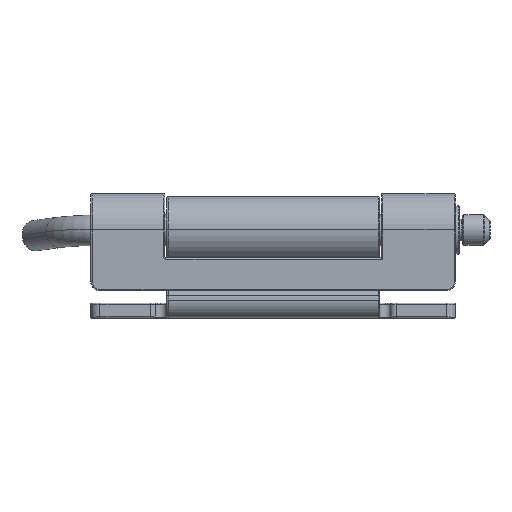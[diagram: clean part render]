
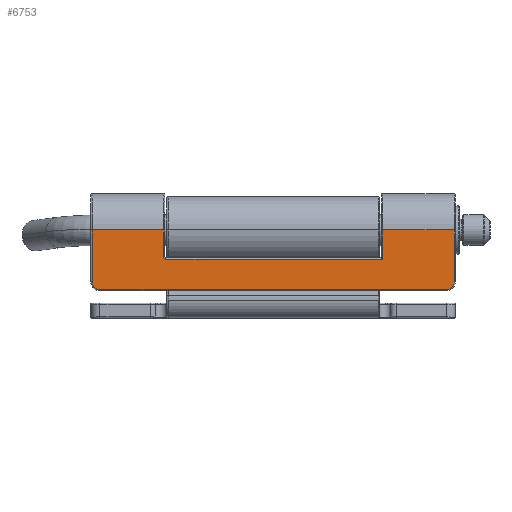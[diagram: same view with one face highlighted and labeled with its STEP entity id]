
A CAD part, top view. The second image highlights one B-rep face of the part: STEP entity #6753.
In plain terms, the highlighted face is planar.
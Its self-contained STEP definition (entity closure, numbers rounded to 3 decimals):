
#1591 = CARTESIAN_POINT ( 'NONE',  ( 59.8, 0., -6. ) ) ;
#1689 = CARTESIAN_POINT ( 'NONE',  ( 48.05, 0., -6. ) ) ;
#1834 = LINE ( 'NONE', #1905, #1904 ) ;
#1891 = CARTESIAN_POINT ( 'NONE',  ( 11.95, 0., -6. ) ) ;
#1892 = CARTESIAN_POINT ( 'NONE',  ( 60., 0., -6. ) ) ;
#1893 = LINE ( 'NONE', #1892, #1989 ) ;
#1903 = DIRECTION ( 'NONE',  ( -1., 0., 0. ) ) ;
#1904 = VECTOR ( 'NONE', #1903, 1000. ) ;
#1905 = CARTESIAN_POINT ( 'NONE',  ( 60., 0., -6. ) ) ;
#1919 = CARTESIAN_POINT ( 'NONE',  ( 0.2, 0., -6. ) ) ;
#1988 = DIRECTION ( 'NONE',  ( -1., 0., 0. ) ) ;
#1989 = VECTOR ( 'NONE', #1988, 1000. ) ;
#6647 = ORIENTED_EDGE ( 'NONE', *, *, #6666, .T. ) ;
#6649 = EDGE_CURVE ( 'NONE', #8774, #6650, #10833, .T. ) ;
#6650 = VERTEX_POINT ( 'NONE', #10855 ) ;
#6652 = ORIENTED_EDGE ( 'NONE', *, *, #6653, .T. ) ;
#6653 = EDGE_CURVE ( 'NONE', #6650, #6654, #10829, .T. ) ;
#6654 = VERTEX_POINT ( 'NONE', #10860 ) ;
#6655 = VERTEX_POINT ( 'NONE', #10784 ) ;
#6656 = ORIENTED_EDGE ( 'NONE', *, *, #6747, .F. ) ;
#6662 = VERTEX_POINT ( 'NONE', #10792 ) ;
#6665 = VERTEX_POINT ( 'NONE', #10803 ) ;
#6666 = EDGE_CURVE ( 'NONE', #6758, #8603, #10802, .T. ) ;
#6667 = ORIENTED_EDGE ( 'NONE', *, *, #6721, .T. ) ;
#6696 = ORIENTED_EDGE ( 'NONE', *, *, #6706, .T. ) ;
#6699 = EDGE_CURVE ( 'NONE', #6665, #6758, #10969, .T. ) ;
#6702 = ORIENTED_EDGE ( 'NONE', *, *, #6705, .T. ) ;
#6703 = VERTEX_POINT ( 'NONE', #10989 ) ;
#6705 = EDGE_CURVE ( 'NONE', #6703, #8692, #10987, .T. ) ;
#6706 = EDGE_CURVE ( 'NONE', #6662, #6655, #10883, .T. ) ;
#6718 = EDGE_LOOP ( 'NONE', ( #6735, #6647, #6722, #6667, #6696, #6656, #6702, #6751, #6732, #6652, #6731 ) ) ;
#6721 = EDGE_CURVE ( 'NONE', #8653, #6662, #10928, .T. ) ;
#6722 = ORIENTED_EDGE ( 'NONE', *, *, #8699, .T. ) ;
#6730 = EDGE_CURVE ( 'NONE', #6654, #6665, #10880, .T. ) ;
#6731 = ORIENTED_EDGE ( 'NONE', *, *, #6730, .T. ) ;
#6732 = ORIENTED_EDGE ( 'NONE', *, *, #6649, .T. ) ;
#6735 = ORIENTED_EDGE ( 'NONE', *, *, #6699, .T. ) ;
#6747 = EDGE_CURVE ( 'NONE', #6703, #6655, #10926, .T. ) ;
#6751 = ORIENTED_EDGE ( 'NONE', *, *, #8687, .T. ) ;
#6753 = ADVANCED_FACE ( 'NONE', ( #11038 ), #11012, .F. ) ;
#6758 = VERTEX_POINT ( 'NONE', #11049 ) ;
#8603 = VERTEX_POINT ( 'NONE', #1591 ) ;
#8653 = VERTEX_POINT ( 'NONE', #1689 ) ;
#8687 = EDGE_CURVE ( 'NONE', #8692, #8774, #1893, .T. ) ;
#8692 = VERTEX_POINT ( 'NONE', #1891 ) ;
#8699 = EDGE_CURVE ( 'NONE', #8603, #8653, #1834, .T. ) ;
#8774 = VERTEX_POINT ( 'NONE', #1919 ) ;
#10784 = CARTESIAN_POINT ( 'NONE',  ( 12.35, 0., -10.8 ) ) ;
#10785 = AXIS2_PLACEMENT_3D ( 'NONE', #10813, #10822, #10821 ) ;
#10792 = CARTESIAN_POINT ( 'NONE',  ( 48.05, 0., -10.8 ) ) ;
#10801 = CARTESIAN_POINT ( 'NONE',  ( 59.8, 0., -6. ) ) ;
#10802 = LINE ( 'NONE', #10801, #10820 ) ;
#10803 = CARTESIAN_POINT ( 'NONE',  ( 58.5, 0., -15.8 ) ) ;
#10812 = VECTOR ( 'NONE', #10854, 1000. ) ;
#10813 = CARTESIAN_POINT ( 'NONE',  ( 1.5, 0., -14.5 ) ) ;
#10820 = VECTOR ( 'NONE', #10859, 1000. ) ;
#10821 = DIRECTION ( 'NONE',  ( 0., 0., 1. ) ) ;
#10822 = DIRECTION ( 'NONE',  ( 0., -1., 0. ) ) ;
#10829 = CIRCLE ( 'NONE', #10785, 1.3 ) ;
#10832 = CARTESIAN_POINT ( 'NONE',  ( 0.2, 0., -6. ) ) ;
#10833 = LINE ( 'NONE', #10832, #10812 ) ;
#10854 = DIRECTION ( 'NONE',  ( 0., 0., -1. ) ) ;
#10855 = CARTESIAN_POINT ( 'NONE',  ( 0.2, 0., -14.5 ) ) ;
#10859 = DIRECTION ( 'NONE',  ( 0., 0., 1. ) ) ;
#10860 = CARTESIAN_POINT ( 'NONE',  ( 1.5, 0., -15.8 ) ) ;
#10872 = DIRECTION ( 'NONE',  ( -1., 0., 0. ) ) ;
#10873 = VECTOR ( 'NONE', #10872, 1000. ) ;
#10874 = CARTESIAN_POINT ( 'NONE',  ( 12.15, 0., -10.8 ) ) ;
#10877 = DIRECTION ( 'NONE',  ( 1., 0., 0. ) ) ;
#10878 = VECTOR ( 'NONE', #10877, 1000. ) ;
#10879 = CARTESIAN_POINT ( 'NONE',  ( 58.5, 0., -15.8 ) ) ;
#10880 = LINE ( 'NONE', #10879, #10878 ) ;
#10881 = DIRECTION ( 'NONE',  ( 0., 0., 1. ) ) ;
#10882 = VECTOR ( 'NONE', #10881, 1000. ) ;
#10883 = LINE ( 'NONE', #10874, #10873 ) ;
#10904 = DIRECTION ( 'NONE',  ( 0., 0., 1. ) ) ;
#10905 = DIRECTION ( 'NONE',  ( 0., -1., 0. ) ) ;
#10906 = AXIS2_PLACEMENT_3D ( 'NONE', #10950, #10905, #10904 ) ;
#10917 = DIRECTION ( 'NONE',  ( 0., 0., 1. ) ) ;
#10920 = AXIS2_PLACEMENT_3D ( 'NONE', #10973, #10962, #10917 ) ;
#10926 = CIRCLE ( 'NONE', #10906, 0.4 ) ;
#10928 = LINE ( 'NONE', #10975, #10943 ) ;
#10943 = VECTOR ( 'NONE', #10974, 1000. ) ;
#10950 = CARTESIAN_POINT ( 'NONE',  ( 12.35, 0., -10.4 ) ) ;
#10962 = DIRECTION ( 'NONE',  ( 0., -1., 0. ) ) ;
#10969 = CIRCLE ( 'NONE', #10920, 1.3 ) ;
#10973 = CARTESIAN_POINT ( 'NONE',  ( 58.5, 0., -14.5 ) ) ;
#10974 = DIRECTION ( 'NONE',  ( 0., 0., -1. ) ) ;
#10975 = CARTESIAN_POINT ( 'NONE',  ( 48.05, 0., -10.6 ) ) ;
#10986 = CARTESIAN_POINT ( 'NONE',  ( 11.95, 0., -6. ) ) ;
#10987 = LINE ( 'NONE', #10986, #10882 ) ;
#10989 = CARTESIAN_POINT ( 'NONE',  ( 11.95, 0., -10.4 ) ) ;
#11012 = PLANE ( 'NONE',  #11081 ) ;
#11038 = FACE_OUTER_BOUND ( 'NONE', #6718, .T. ) ;
#11044 = DIRECTION ( 'NONE',  ( 0., 0., 1. ) ) ;
#11049 = CARTESIAN_POINT ( 'NONE',  ( 59.8, 0., -14.5 ) ) ;
#11081 = AXIS2_PLACEMENT_3D ( 'NONE', #11092, #11093, #11044 ) ;
#11092 = CARTESIAN_POINT ( 'NONE',  ( 60., 0., -6. ) ) ;
#11093 = DIRECTION ( 'NONE',  ( 0., 1., 0. ) ) ;
